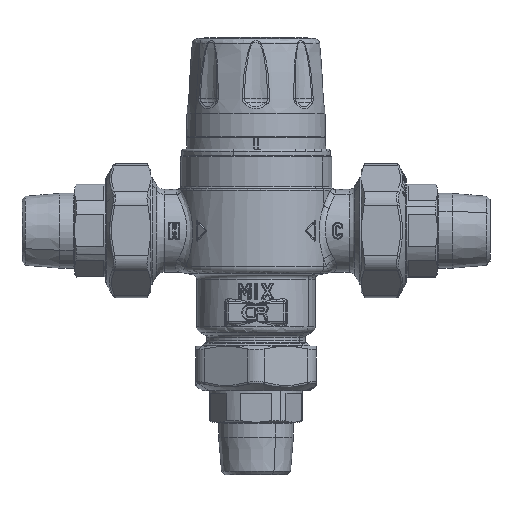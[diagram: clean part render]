
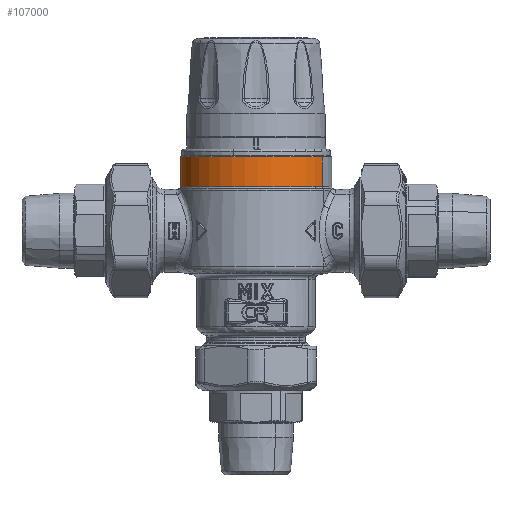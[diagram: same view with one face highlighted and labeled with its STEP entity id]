
A CAD part, left-side view. The second image highlights one B-rep face of the part: STEP entity #107000.
In plain terms, the highlighted cylindrical face has radius 33.75 mm (diameter 67.5 mm), a partial arc.
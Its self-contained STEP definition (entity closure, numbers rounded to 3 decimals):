
#103132=CARTESIAN_POINT('Vertex',(-16.181,-29.618,66.05)) ;
#103139=CARTESIAN_POINT('Vertex',(16.181,29.618,66.05)) ;
#103142=CARTESIAN_POINT('Axis2P3D Location',(0.,0.,66.05)) ;
#106970=CARTESIAN_POINT('Axis2P3D Location',(0.,0.,18.9)) ;
#106975=CARTESIAN_POINT('Line Origine',(16.181,29.618,61.132)) ;
#106979=CARTESIAN_POINT('Vertex',(16.181,29.618,52.714)) ;
#106982=CARTESIAN_POINT('Axis2P3D Location',(0.,0.,52.714)) ;
#106986=CARTESIAN_POINT('Vertex',(-16.181,-29.618,52.714)) ;
#106989=CARTESIAN_POINT('Line Origine',(-16.181,-29.618,61.132)) ;
#106977=VECTOR('Line Direction',#106976,1.) ;
#106991=VECTOR('Line Direction',#106990,1.) ;
#103143=DIRECTION('Axis2P3D Direction',(0.,0.,-1.)) ;
#106971=DIRECTION('Axis2P3D Direction',(0.,0.,-1.)) ;
#106972=DIRECTION('Axis2P3D XDirection',(-0.479,-0.878,0.)) ;
#106976=DIRECTION('Vector Direction',(0.,0.,-1.)) ;
#106983=DIRECTION('Axis2P3D Direction',(0.,0.,-1.)) ;
#106990=DIRECTION('Vector Direction',(0.,0.,-1.)) ;
#103144=AXIS2_PLACEMENT_3D('Circle Axis2P3D',#103142,#103143,$) ;
#106973=AXIS2_PLACEMENT_3D('Cylinder Axis2P3D',#106970,#106971,#106972) ;
#106984=AXIS2_PLACEMENT_3D('Circle Axis2P3D',#106982,#106983,$) ;
#106978=LINE('Line',#106975,#106977) ;
#106992=LINE('Line',#106989,#106991) ;
#103145=CIRCLE('generated circle',#103144,33.75) ;
#106985=CIRCLE('generated circle',#106984,33.75) ;
#106974=CYLINDRICAL_SURFACE('generated cylinder',#106973,33.75) ;
#103146=EDGE_CURVE('',#103133,#103140,#103145,.T.) ;
#106981=EDGE_CURVE('',#106980,#103140,#106978,.F.) ;
#106988=EDGE_CURVE('',#106987,#106980,#106985,.T.) ;
#106993=EDGE_CURVE('',#106987,#103133,#106992,.F.) ;
#106995=ORIENTED_EDGE('',*,*,#106981,.F.) ;
#106996=ORIENTED_EDGE('',*,*,#106988,.F.) ;
#106997=ORIENTED_EDGE('',*,*,#106993,.T.) ;
#106998=ORIENTED_EDGE('',*,*,#103146,.T.) ;
#106994=EDGE_LOOP('',(#106995,#106996,#106997,#106998)) ;
#103133=VERTEX_POINT('',#103132) ;
#103140=VERTEX_POINT('',#103139) ;
#106980=VERTEX_POINT('',#106979) ;
#106987=VERTEX_POINT('',#106986) ;
#107000=ADVANCED_FACE('PartBody',(#106999),#106974,.T.) ;
#106999=FACE_OUTER_BOUND('',#106994,.T.) ;
